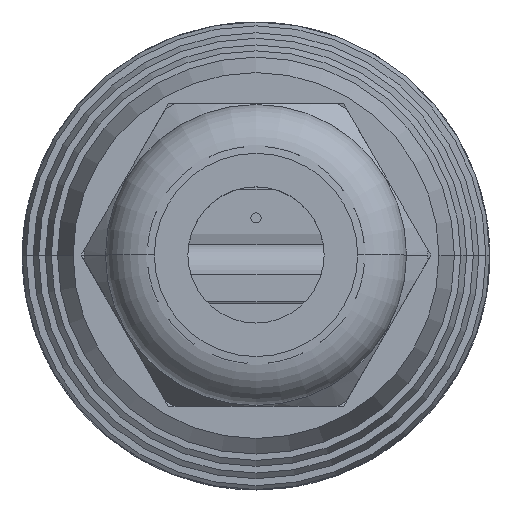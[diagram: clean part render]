
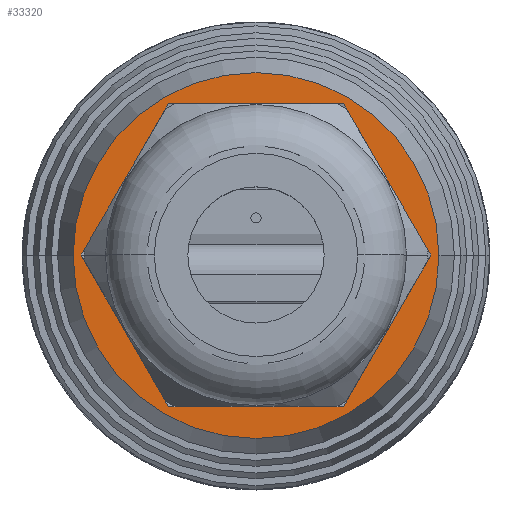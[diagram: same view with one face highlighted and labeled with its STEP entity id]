
A CAD part, top view. The second image highlights one B-rep face of the part: STEP entity #33320.
In plain terms, the highlighted face is planar.
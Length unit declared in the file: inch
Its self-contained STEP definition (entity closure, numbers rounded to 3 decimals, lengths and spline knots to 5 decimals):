
#12105 = VERTEX_POINT ( 'NONE', #26206 ) ;
#17898 = CARTESIAN_POINT ( 'NONE',  ( -0.316, 0., -0.87 ) ) ;
#17985 = DIRECTION ( 'NONE',  ( 1., 0., 0. ) ) ;
#17986 = DIRECTION ( 'NONE',  ( 0., 0., 1. ) ) ;
#17987 = CARTESIAN_POINT ( 'NONE',  ( 0., 0., -0.87 ) ) ;
#17988 = AXIS2_PLACEMENT_3D ( 'NONE', #17987, #17986, #17985 ) ;
#17989 = CIRCLE ( 'NONE', #17988, 0.316 ) ;
#17990 = CARTESIAN_POINT ( 'NONE',  ( 0.316, 0., -0.87 ) ) ;
#18389 = CARTESIAN_POINT ( 'NONE',  ( 0.45, 0., -0.87 ) ) ;
#18412 = DIRECTION ( 'NONE',  ( 1., 0., 0. ) ) ;
#18413 = DIRECTION ( 'NONE',  ( 0., 0., 1. ) ) ;
#18414 = AXIS2_PLACEMENT_3D ( 'NONE', #18421, #18413, #18412 ) ;
#18415 = CIRCLE ( 'NONE', #18414, 0.45 ) ;
#18421 = CARTESIAN_POINT ( 'NONE',  ( 0., 0., -0.87 ) ) ;
#19230 = DIRECTION ( 'NONE',  ( 1., 0., 0. ) ) ;
#19231 = DIRECTION ( 'NONE',  ( 0., 0., 1. ) ) ;
#19232 = CARTESIAN_POINT ( 'NONE',  ( 0., 0.45, -0.87 ) ) ;
#19233 = AXIS2_PLACEMENT_3D ( 'NONE', #19232, #19231, #19230 ) ;
#19234 = PLANE ( 'NONE',  #19233 ) ;
#19255 = FACE_OUTER_BOUND ( 'NONE', #33253, .T. ) ;
#19256 = FACE_BOUND ( 'NONE', #33269, .T. ) ;
#19261 = CARTESIAN_POINT ( 'NONE',  ( 0., 0., -0.87 ) ) ;
#19262 = AXIS2_PLACEMENT_3D ( 'NONE', #19261, #19323, #19322 ) ;
#19263 = CIRCLE ( 'NONE', #19262, 0.316 ) ;
#19322 = DIRECTION ( 'NONE',  ( 1., 0., 0. ) ) ;
#19323 = DIRECTION ( 'NONE',  ( 0., 0., 1. ) ) ;
#19526 = DIRECTION ( 'NONE',  ( 1., 0., 0. ) ) ;
#19527 = DIRECTION ( 'NONE',  ( 0., 0., 1. ) ) ;
#19528 = AXIS2_PLACEMENT_3D ( 'NONE', #19535, #19527, #19526 ) ;
#19529 = CIRCLE ( 'NONE', #19528, 0.45 ) ;
#19535 = CARTESIAN_POINT ( 'NONE',  ( 0., 0., -0.87 ) ) ;
#26206 = CARTESIAN_POINT ( 'NONE',  ( -0.45, 0., -0.87 ) ) ;
#32280 = VERTEX_POINT ( 'NONE', #17898 ) ;
#32324 = VERTEX_POINT ( 'NONE', #17990 ) ;
#32330 = EDGE_CURVE ( 'NONE', #32280, #32324, #17989, .T. ) ;
#32701 = VERTEX_POINT ( 'NONE', #18389 ) ;
#32721 = EDGE_CURVE ( 'NONE', #32701, #12105, #18415, .T. ) ;
#33251 = ORIENTED_EDGE ( 'NONE', *, *, #33506, .F. ) ;
#33253 = EDGE_LOOP ( 'NONE', ( #33254, #33251 ) ) ;
#33254 = ORIENTED_EDGE ( 'NONE', *, *, #32721, .F. ) ;
#33255 = ORIENTED_EDGE ( 'NONE', *, *, #33356, .T. ) ;
#33265 = ORIENTED_EDGE ( 'NONE', *, *, #32330, .T. ) ;
#33269 = EDGE_LOOP ( 'NONE', ( #33265, #33255 ) ) ;
#33320 = ADVANCED_FACE ( 'NONE', ( #19256, #19255 ), #19234, .F. ) ;
#33356 = EDGE_CURVE ( 'NONE', #32324, #32280, #19263, .T. ) ;
#33506 = EDGE_CURVE ( 'NONE', #12105, #32701, #19529, .T. ) ;
